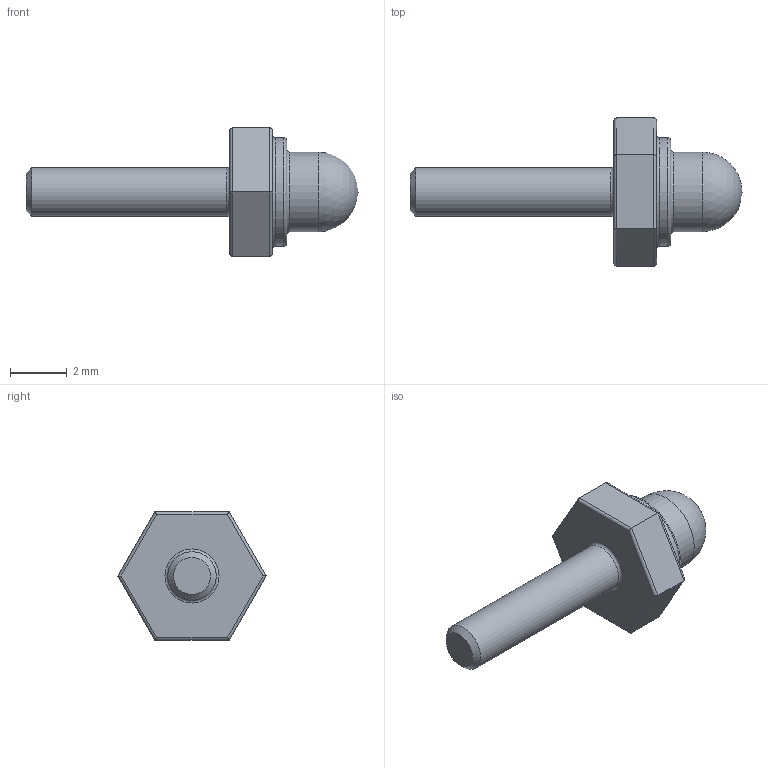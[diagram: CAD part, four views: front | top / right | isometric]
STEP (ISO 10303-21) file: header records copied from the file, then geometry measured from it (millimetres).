
FILE_DESCRIPTION(/* description */ (''),/* implementation_level */ '2;1');
FILE_NAME(/* name */ 'Acorn Nut Feature.stp',/* time_stamp */ '2024-09-22T09:42:26-05:00',/* author */ (''),/* organization */ (''),/* preprocessor_version */ 'ST-DEVELOPER v20',/* originating_system */ 'Autodesk Translation Framework v13.20.0.188',/* authorisation */ '');
FILE_SCHEMA (('AUTOMOTIVE_DESIGN { 1 0 10303 214 3 1 1 }'));
Length unit declared in the file: millimetre
Products named in the file (1): Acorn Nut Feature
Bounding box: 11.65 x 5.2 x 4.5 mm (x, y, z)
Volume: 60.6 mm3; surface area: 114.8 mm2
Topology: 1 solids, 1 shells, 31 faces, 64 edges, 37 vertices
Faces by surface type: cylinder 15, plane 10, torus 4, cone 1, sphere 1
Full cylindrical faces by diameter (mm): 1.7 x1, 2.8 x1, 3.8 x1
Entity records: 846 total; most frequent: DIRECTION 156, CARTESIAN_POINT 132, ORIENTED_EDGE 126, EDGE_CURVE 63, AXIS2_PLACEMENT_3D 61, VERTEX_POINT 37, LINE 34, VECTOR 34
